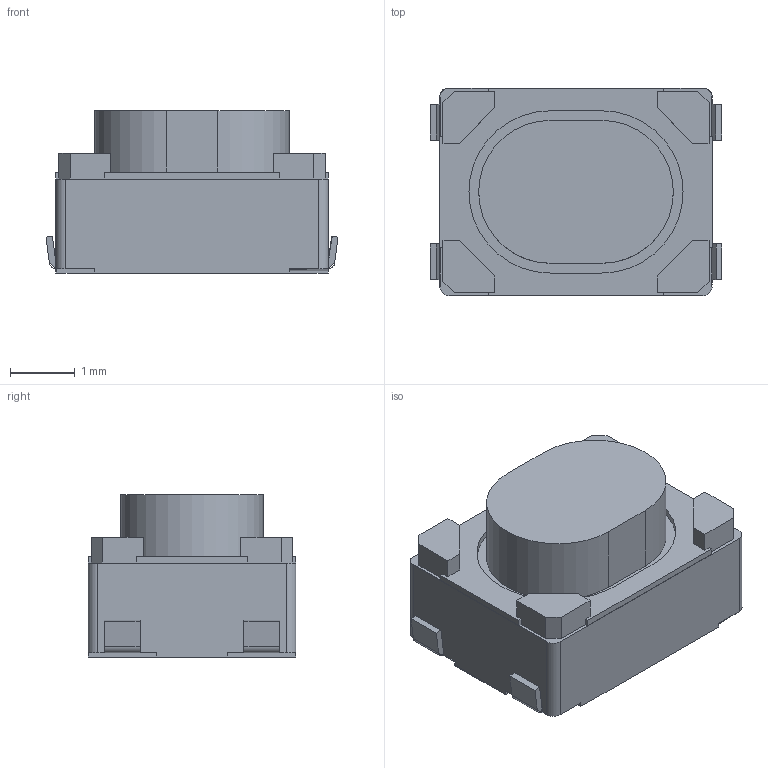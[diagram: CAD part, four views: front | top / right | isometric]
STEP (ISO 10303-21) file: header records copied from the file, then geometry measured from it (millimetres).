
FILE_DESCRIPTION(/* description */ ('STEP AP214'),/* implementation_level */ '2;1');
FILE_NAME(/* name */ 'PTS815SJK250SMTRLFS',/* time_stamp */ '2024-10-04T23:14:33+02:00',/* author */ ('License CC BY-ND 4.0'),/* organization */ ('CADENAS'),/* preprocessor_version */ 'ST-DEVELOPER v19.3',/* originating_system */ 'PARTsolutions',/* authorisation */ ' ');
FILE_SCHEMA (('MODEL_BASED_INTEGRATED_MANUFACTURING_SCHEMA','AUTOMOTIVE_DESIGN {1 0 10303 214 3 1 1}'));
Length unit declared in the file: millimetre
Products named in the file (4): PTS815SJK250SMTRLFS; PTS815SJK250SMTRLFS_PART1; PTS815SJK250SMTRLFS_PART2; PTS815SJK250SMTRLFS_PART3
Assembly tree (3 placements, depth 2):
  PTS815SJK250SMTRLFS
    PTS815SJK250SMTRLFS_PART1
    PTS815SJK250SMTRLFS_PART2
    PTS815SJK250SMTRLFS_PART3
Bounding box: 4.5 x 3.2 x 2.5 mm (x, y, z)
Surface area: 129.1 mm2 (no closed solid volume)
Topology: 0 solids, 7 shells, 233 faces, 767 edges, 517 vertices
Faces by surface type: plane 184, cylinder 45, torus 2, cone 2
Full cylindrical faces by diameter (mm): 0.9 x1
Entity records: 7996 total; most frequent: CARTESIAN_POINT 2134, ORIENTED_EDGE 1308, DIRECTION 884, EDGE_CURVE 767, VERTEX_POINT 517, B_SPLINE_CURVE_WITH_KNOTS 454, AXIS2_PLACEMENT_3D 334, EDGE_LOOP 247
